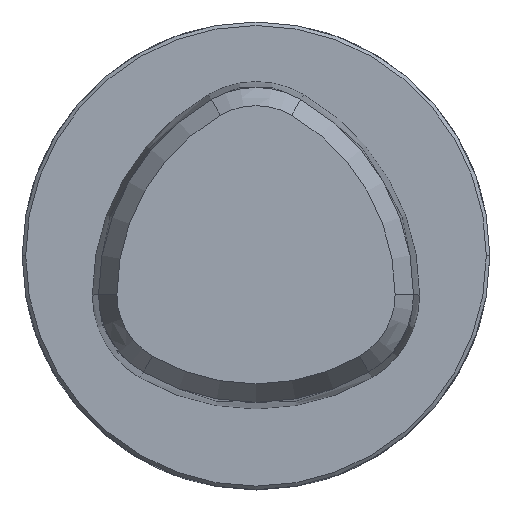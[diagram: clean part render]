
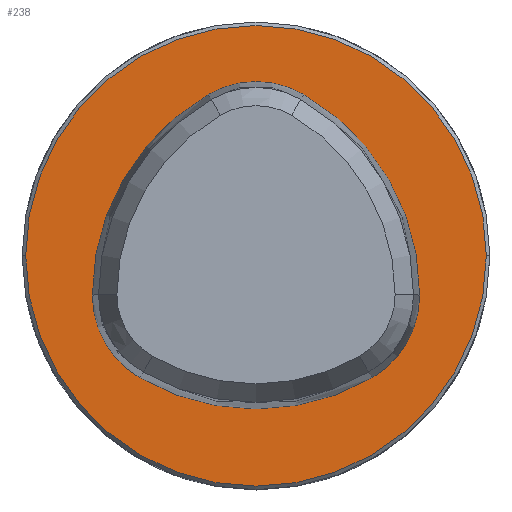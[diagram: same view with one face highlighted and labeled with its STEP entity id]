
A CAD part, top view. The second image highlights one B-rep face of the part: STEP entity #238.
In plain terms, the highlighted planar face has unit normal (0, 0, 1).
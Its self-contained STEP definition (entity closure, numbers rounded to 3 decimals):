
#238=ADVANCED_FACE('',(#305,#306),#290,.F.);
#290=PLANE('',#900);
#305=FACE_BOUND('',#321,.T.);
#306=FACE_BOUND('',#322,.T.);
#321=EDGE_LOOP('',(#381,#382));
#322=EDGE_LOOP('',(#383,#384,#385,#386,#387,#388));
#381=ORIENTED_EDGE('',*,*,#688,.F.);
#382=ORIENTED_EDGE('',*,*,#689,.F.);
#383=ORIENTED_EDGE('',*,*,#690,.T.);
#384=ORIENTED_EDGE('',*,*,#691,.T.);
#385=ORIENTED_EDGE('',*,*,#692,.T.);
#386=ORIENTED_EDGE('',*,*,#693,.T.);
#387=ORIENTED_EDGE('',*,*,#694,.T.);
#388=ORIENTED_EDGE('',*,*,#695,.T.);
#613=VERTEX_POINT('',#1250);
#614=VERTEX_POINT('',#1251);
#615=VERTEX_POINT('',#1254);
#616=VERTEX_POINT('',#1255);
#617=VERTEX_POINT('',#1257);
#618=VERTEX_POINT('',#1259);
#619=VERTEX_POINT('',#1261);
#620=VERTEX_POINT('',#1263);
#688=EDGE_CURVE('',#613,#614,#804,.T.);
#689=EDGE_CURVE('',#614,#613,#805,.T.);
#690=EDGE_CURVE('',#615,#616,#806,.T.);
#691=EDGE_CURVE('',#616,#617,#807,.T.);
#692=EDGE_CURVE('',#617,#618,#808,.T.);
#693=EDGE_CURVE('',#618,#619,#809,.T.);
#694=EDGE_CURVE('',#619,#620,#810,.T.);
#695=EDGE_CURVE('',#620,#615,#811,.T.);
#804=CIRCLE('',#892,19.7);
#805=CIRCLE('',#893,19.7);
#806=CIRCLE('',#894,19.818);
#807=CIRCLE('',#895,8.182);
#808=CIRCLE('',#896,19.818);
#809=CIRCLE('',#897,8.182);
#810=CIRCLE('',#898,19.818);
#811=CIRCLE('',#899,8.182);
#892=AXIS2_PLACEMENT_3D('',#1249,#1000,#1001);
#893=AXIS2_PLACEMENT_3D('',#1252,#1002,#1003);
#894=AXIS2_PLACEMENT_3D('',#1253,#1004,#1005);
#895=AXIS2_PLACEMENT_3D('',#1256,#1006,#1007);
#896=AXIS2_PLACEMENT_3D('',#1258,#1008,#1009);
#897=AXIS2_PLACEMENT_3D('',#1260,#1010,#1011);
#898=AXIS2_PLACEMENT_3D('',#1262,#1012,#1013);
#899=AXIS2_PLACEMENT_3D('',#1264,#1014,#1015);
#900=AXIS2_PLACEMENT_3D('',#1265,#1016,#1017);
#1000=DIRECTION('',(0.,0.,-1.));
#1001=DIRECTION('',(-1.,0.,0.));
#1002=DIRECTION('',(0.,0.,-1.));
#1003=DIRECTION('',(-1.,0.,0.));
#1004=DIRECTION('',(0.,0.,-1.));
#1005=DIRECTION('',(-1.,0.,0.));
#1006=DIRECTION('',(0.,0.,-1.));
#1007=DIRECTION('',(-1.,0.,0.));
#1008=DIRECTION('',(0.,0.,-1.));
#1009=DIRECTION('',(-1.,0.,0.));
#1010=DIRECTION('',(0.,0.,-1.));
#1011=DIRECTION('',(-1.,0.,0.));
#1012=DIRECTION('',(0.,0.,-1.));
#1013=DIRECTION('',(-1.,0.,0.));
#1014=DIRECTION('',(0.,0.,-1.));
#1015=DIRECTION('',(-1.,0.,0.));
#1016=DIRECTION('',(0.,0.,-1.));
#1017=DIRECTION('',(1.,0.,0.));
#1249=CARTESIAN_POINT('',(0.,0.,0.));
#1250=CARTESIAN_POINT('',(-19.7,0.,0.));
#1251=CARTESIAN_POINT('',(19.7,0.,0.));
#1252=CARTESIAN_POINT('',(0.,0.,0.));
#1253=CARTESIAN_POINT('',(0.,6.718,0.));
#1254=CARTESIAN_POINT('',(9.909,-10.445,0.));
#1255=CARTESIAN_POINT('',(-9.909,-10.445,0.));
#1256=CARTESIAN_POINT('',(-5.818,-3.359,0.));
#1257=CARTESIAN_POINT('',(-14.,-3.359,0.));
#1258=CARTESIAN_POINT('',(5.818,-3.359,0.));
#1259=CARTESIAN_POINT('',(-4.091,13.804,0.));
#1260=CARTESIAN_POINT('',(0.,6.718,0.));
#1261=CARTESIAN_POINT('',(4.091,13.804,0.));
#1262=CARTESIAN_POINT('',(-5.818,-3.359,0.));
#1263=CARTESIAN_POINT('',(14.,-3.359,0.));
#1264=CARTESIAN_POINT('',(5.818,-3.359,0.));
#1265=CARTESIAN_POINT('',(0.,19.7,0.));
